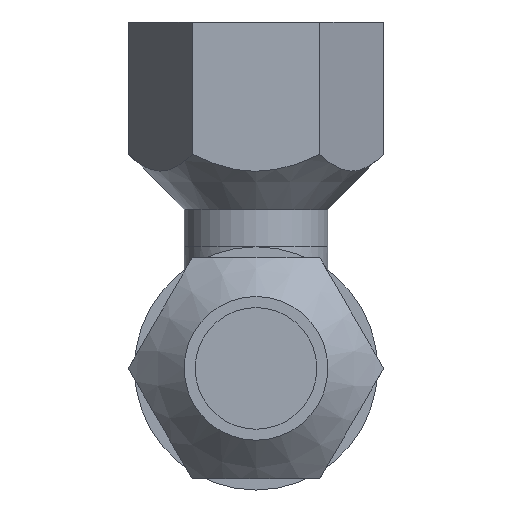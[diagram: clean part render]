
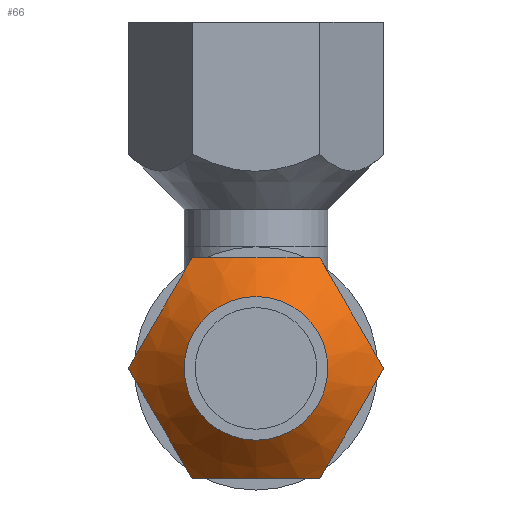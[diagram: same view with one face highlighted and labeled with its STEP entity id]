
A CAD part, front view. The second image highlights one B-rep face of the part: STEP entity #66.
In plain terms, the highlighted conical face has half-angle 45 degrees and reference radius 13.1 mm.
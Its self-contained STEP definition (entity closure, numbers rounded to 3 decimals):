
#66 = ADVANCED_FACE( '', ( #149, #150 ), #151, .T. );
#149 = FACE_OUTER_BOUND( '', #267, .T. );
#150 = FACE_BOUND( '', #268, .T. );
#151 = CONICAL_SURFACE( '', #269, 13.1, 0.785 );
#267 = EDGE_LOOP( '', ( #385, #386, #387, #388, #389, #390 ) );
#268 = EDGE_LOOP( '', ( #391 ) );
#269 = AXIS2_PLACEMENT_3D( '', #392, #393, #394 );
#385 = ORIENTED_EDGE( '', *, *, #567, .F. );
#386 = ORIENTED_EDGE( '', *, *, #568, .F. );
#387 = ORIENTED_EDGE( '', *, *, #569, .F. );
#388 = ORIENTED_EDGE( '', *, *, #562, .F. );
#389 = ORIENTED_EDGE( '', *, *, #570, .F. );
#390 = ORIENTED_EDGE( '', *, *, #571, .F. );
#391 = ORIENTED_EDGE( '', *, *, #572, .F. );
#392 = CARTESIAN_POINT( '', ( 0., -4.15, 0. ) );
#393 = DIRECTION( '', ( 0., 1., 0. ) );
#394 = DIRECTION( '', ( 0., 0., 1. ) );
#562 = EDGE_CURVE( '', #630, #626, #632, .T. );
#567 = EDGE_CURVE( '', #639, #640, #641, .T. );
#568 = EDGE_CURVE( '', #642, #639, #643, .T. );
#569 = EDGE_CURVE( '', #626, #642, #644, .T. );
#570 = EDGE_CURVE( '', #645, #630, #646, .T. );
#571 = EDGE_CURVE( '', #640, #645, #647, .T. );
#572 = EDGE_CURVE( '', #648, #648, #649, .F. );
#626 = VERTEX_POINT( '', #724 );
#630 = VERTEX_POINT( '', #730 );
#632 = B_SPLINE_CURVE_WITH_KNOTS( '', 3, ( #733, #734, #735, #736, #737, #738, #739, #740, #741, #742, #743, #744 ), .UNSPECIFIED., .F., .F., ( 4, 2, 2, 2, 2, 4 ), ( 0., 0.004, 0.007, 0.009, 0.013, 0.018 ), .UNSPECIFIED. );
#639 = VERTEX_POINT( '', #751 );
#640 = VERTEX_POINT( '', #752 );
#641 = B_SPLINE_CURVE_WITH_KNOTS( '', 3, ( #753, #754, #755, #756, #757, #758, #759, #760, #761, #762, #763, #764 ), .UNSPECIFIED., .F., .F., ( 4, 2, 2, 2, 2, 4 ), ( 0., 0.004, 0.007, 0.009, 0.013, 0.018 ), .UNSPECIFIED. );
#642 = VERTEX_POINT( '', #765 );
#643 = B_SPLINE_CURVE_WITH_KNOTS( '', 3, ( #766, #767, #768, #769, #770, #771, #772, #773, #774, #775, #776, #777 ), .UNSPECIFIED., .F., .F., ( 4, 2, 2, 2, 2, 4 ), ( 0., 0.004, 0.007, 0.009, 0.013, 0.018 ), .UNSPECIFIED. );
#644 = B_SPLINE_CURVE_WITH_KNOTS( '', 3, ( #778, #779, #780, #781, #782, #783, #784, #785, #786, #787, #788, #789 ), .UNSPECIFIED., .F., .F., ( 4, 2, 2, 2, 2, 4 ), ( 0., 0.004, 0.007, 0.009, 0.013, 0.018 ), .UNSPECIFIED. );
#645 = VERTEX_POINT( '', #790 );
#646 = B_SPLINE_CURVE_WITH_KNOTS( '', 3, ( #791, #792, #793, #794, #795, #796, #797, #798, #799, #800, #801, #802 ), .UNSPECIFIED., .F., .F., ( 4, 2, 2, 2, 2, 4 ), ( 0., 0.004, 0.007, 0.009, 0.013, 0.018 ), .UNSPECIFIED. );
#647 = B_SPLINE_CURVE_WITH_KNOTS( '', 3, ( #803, #804, #805, #806, #807, #808, #809, #810, #811, #812, #813, #814 ), .UNSPECIFIED., .F., .F., ( 4, 2, 2, 2, 2, 4 ), ( 0., 0.004, 0.007, 0.009, 0.013, 0.018 ), .UNSPECIFIED. );
#648 = VERTEX_POINT( '', #815 );
#649 = CIRCLE( '', #816, 9.75 );
#724 = CARTESIAN_POINT( '', ( -17.321, 0.071, 0. ) );
#730 = CARTESIAN_POINT( '', ( -8.66, 0.071, -15. ) );
#733 = CARTESIAN_POINT( '', ( -8.66, 0.071, -15. ) );
#734 = CARTESIAN_POINT( '', ( -9.337, -0.606, -13.828 ) );
#735 = CARTESIAN_POINT( '', ( -10.029, -1.181, -12.63 ) );
#736 = CARTESIAN_POINT( '', ( -11.104, -1.798, -10.768 ) );
#737 = CARTESIAN_POINT( '', ( -11.468, -1.962, -10.136 ) );
#738 = CARTESIAN_POINT( '', ( -12.213, -2.188, -8.847 ) );
#739 = CARTESIAN_POINT( '', ( -12.596, -2.248, -8.182 ) );
#740 = CARTESIAN_POINT( '', ( -13.73, -2.253, -6.218 ) );
#741 = CARTESIAN_POINT( '', ( -14.474, -2.024, -4.931 ) );
#742 = CARTESIAN_POINT( '', ( -15.939, -1.194, -2.393 ) );
#743 = CARTESIAN_POINT( '', ( -16.64, -0.61, -1.179 ) );
#744 = CARTESIAN_POINT( '', ( -17.321, 0.071, 0. ) );
#751 = CARTESIAN_POINT( '', ( 8.66, 0.071, 15. ) );
#752 = CARTESIAN_POINT( '', ( 17.321, 0.071, 0. ) );
#753 = CARTESIAN_POINT( '', ( 8.66, 0.071, 15. ) );
#754 = CARTESIAN_POINT( '', ( 9.337, -0.606, 13.828 ) );
#755 = CARTESIAN_POINT( '', ( 10.029, -1.181, 12.63 ) );
#756 = CARTESIAN_POINT( '', ( 11.104, -1.798, 10.768 ) );
#757 = CARTESIAN_POINT( '', ( 11.468, -1.962, 10.136 ) );
#758 = CARTESIAN_POINT( '', ( 12.213, -2.188, 8.847 ) );
#759 = CARTESIAN_POINT( '', ( 12.596, -2.248, 8.182 ) );
#760 = CARTESIAN_POINT( '', ( 13.73, -2.253, 6.218 ) );
#761 = CARTESIAN_POINT( '', ( 14.474, -2.024, 4.931 ) );
#762 = CARTESIAN_POINT( '', ( 15.939, -1.194, 2.393 ) );
#763 = CARTESIAN_POINT( '', ( 16.64, -0.61, 1.179 ) );
#764 = CARTESIAN_POINT( '', ( 17.321, 0.071, 0. ) );
#765 = CARTESIAN_POINT( '', ( -8.66, 0.071, 15. ) );
#766 = CARTESIAN_POINT( '', ( -8.66, 0.071, 15. ) );
#767 = CARTESIAN_POINT( '', ( -7.307, -0.606, 15. ) );
#768 = CARTESIAN_POINT( '', ( -5.923, -1.181, 15. ) );
#769 = CARTESIAN_POINT( '', ( -3.773, -1.798, 15. ) );
#770 = CARTESIAN_POINT( '', ( -3.044, -1.962, 15. ) );
#771 = CARTESIAN_POINT( '', ( -1.555, -2.188, 15. ) );
#772 = CARTESIAN_POINT( '', ( -0.788, -2.248, 15. ) );
#773 = CARTESIAN_POINT( '', ( 1.48, -2.253, 15. ) );
#774 = CARTESIAN_POINT( '', ( 2.966, -2.024, 15. ) );
#775 = CARTESIAN_POINT( '', ( 5.897, -1.194, 15. ) );
#776 = CARTESIAN_POINT( '', ( 7.299, -0.61, 15. ) );
#777 = CARTESIAN_POINT( '', ( 8.66, 0.071, 15. ) );
#778 = CARTESIAN_POINT( '', ( -17.321, 0.071, 0. ) );
#779 = CARTESIAN_POINT( '', ( -16.644, -0.606, 1.172 ) );
#780 = CARTESIAN_POINT( '', ( -15.952, -1.181, 2.37 ) );
#781 = CARTESIAN_POINT( '', ( -14.877, -1.798, 4.232 ) );
#782 = CARTESIAN_POINT( '', ( -14.512, -1.962, 4.864 ) );
#783 = CARTESIAN_POINT( '', ( -13.768, -2.188, 6.153 ) );
#784 = CARTESIAN_POINT( '', ( -13.384, -2.248, 6.818 ) );
#785 = CARTESIAN_POINT( '', ( -12.25, -2.253, 8.782 ) );
#786 = CARTESIAN_POINT( '', ( -11.507, -2.024, 10.069 ) );
#787 = CARTESIAN_POINT( '', ( -10.042, -1.194, 12.607 ) );
#788 = CARTESIAN_POINT( '', ( -9.341, -0.61, 13.821 ) );
#789 = CARTESIAN_POINT( '', ( -8.66, 0.071, 15. ) );
#790 = CARTESIAN_POINT( '', ( 8.66, 0.071, -15. ) );
#791 = CARTESIAN_POINT( '', ( 8.66, 0.071, -15. ) );
#792 = CARTESIAN_POINT( '', ( 7.307, -0.606, -15. ) );
#793 = CARTESIAN_POINT( '', ( 5.923, -1.181, -15. ) );
#794 = CARTESIAN_POINT( '', ( 3.773, -1.798, -15. ) );
#795 = CARTESIAN_POINT( '', ( 3.044, -1.962, -15. ) );
#796 = CARTESIAN_POINT( '', ( 1.555, -2.188, -15. ) );
#797 = CARTESIAN_POINT( '', ( 0.788, -2.248, -15. ) );
#798 = CARTESIAN_POINT( '', ( -1.48, -2.253, -15. ) );
#799 = CARTESIAN_POINT( '', ( -2.966, -2.024, -15. ) );
#800 = CARTESIAN_POINT( '', ( -5.897, -1.194, -15. ) );
#801 = CARTESIAN_POINT( '', ( -7.299, -0.61, -15. ) );
#802 = CARTESIAN_POINT( '', ( -8.66, 0.071, -15. ) );
#803 = CARTESIAN_POINT( '', ( 17.321, 0.071, 0. ) );
#804 = CARTESIAN_POINT( '', ( 16.644, -0.606, -1.172 ) );
#805 = CARTESIAN_POINT( '', ( 15.952, -1.181, -2.37 ) );
#806 = CARTESIAN_POINT( '', ( 14.877, -1.798, -4.232 ) );
#807 = CARTESIAN_POINT( '', ( 14.512, -1.962, -4.864 ) );
#808 = CARTESIAN_POINT( '', ( 13.768, -2.188, -6.153 ) );
#809 = CARTESIAN_POINT( '', ( 13.384, -2.248, -6.818 ) );
#810 = CARTESIAN_POINT( '', ( 12.25, -2.253, -8.782 ) );
#811 = CARTESIAN_POINT( '', ( 11.507, -2.024, -10.069 ) );
#812 = CARTESIAN_POINT( '', ( 10.042, -1.194, -12.607 ) );
#813 = CARTESIAN_POINT( '', ( 9.341, -0.61, -13.821 ) );
#814 = CARTESIAN_POINT( '', ( 8.66, 0.071, -15. ) );
#815 = CARTESIAN_POINT( '', ( 0., -7.5, 9.75 ) );
#816 = AXIS2_PLACEMENT_3D( '', #1002, #1003, #1004 );
#1002 = CARTESIAN_POINT( '', ( 0., -7.5, 0. ) );
#1003 = DIRECTION( '', ( 0., 1., 0. ) );
#1004 = DIRECTION( '', ( 0., 0., 1. ) );
